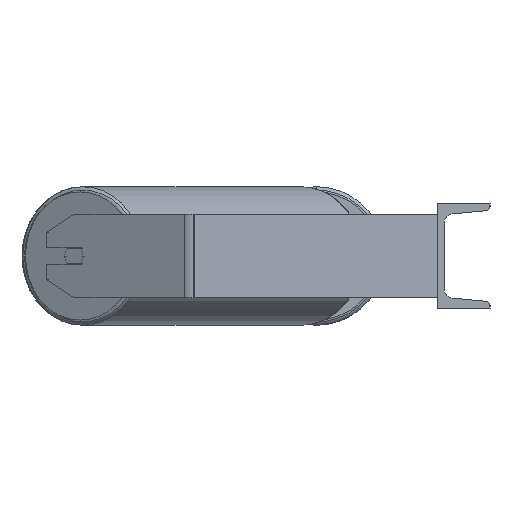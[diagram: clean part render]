
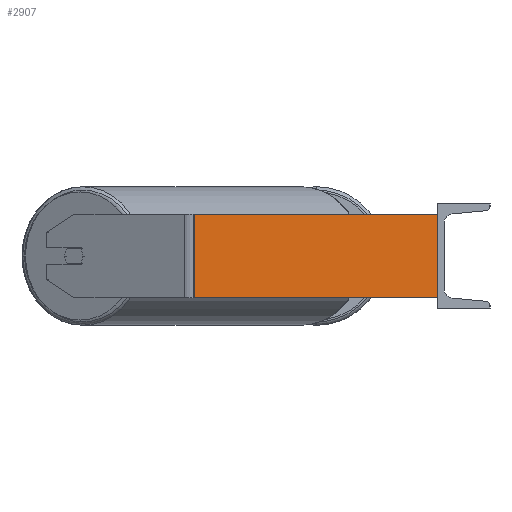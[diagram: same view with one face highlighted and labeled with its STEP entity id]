
A CAD part, left-side view. The second image highlights one B-rep face of the part: STEP entity #2907.
In plain terms, the highlighted planar face has unit normal (-0.996, -0.087, 0).
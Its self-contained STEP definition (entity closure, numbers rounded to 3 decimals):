
#499 = CARTESIAN_POINT ( 'NONE',  ( -705.882, 238.677, 40. ) ) ;
#739 = CARTESIAN_POINT ( 'NONE',  ( -705.442, 233.652, 40. ) ) ;
#938 = LINE ( 'NONE', #8679, #8158 ) ;
#1260 = DIRECTION ( 'NONE',  ( 0.087, -0.996, 0. ) ) ;
#1618 = EDGE_CURVE ( 'NONE', #7399, #6912, #938, .T. ) ;
#1917 = DIRECTION ( 'NONE',  ( -0.087, 0.996, 0. ) ) ;
#2082 = AXIS2_PLACEMENT_3D ( 'NONE', #499, #3307, #1917 ) ;
#2335 = ORIENTED_EDGE ( 'NONE', *, *, #2616, .T. ) ;
#2350 = DIRECTION ( 'NONE',  ( 0.087, -0.996, 0. ) ) ;
#2387 = VECTOR ( 'NONE', #2725, 1000. ) ;
#2616 = EDGE_CURVE ( 'NONE', #3243, #7399, #5484, .T. ) ;
#2725 = DIRECTION ( 'NONE',  ( 0., 0., -1. ) ) ;
#2907 = ADVANCED_FACE ( 'NONE', ( #5323 ), #3391, .F. ) ;
#3026 = ORIENTED_EDGE ( 'NONE', *, *, #5446, .F. ) ;
#3243 = VERTEX_POINT ( 'NONE', #3483 ) ;
#3307 = DIRECTION ( 'NONE',  ( 0.996, 0.087, 0. ) ) ;
#3391 = PLANE ( 'NONE',  #2082 ) ;
#3483 = CARTESIAN_POINT ( 'NONE',  ( -705.442, 233.652, 40. ) ) ;
#3704 = EDGE_CURVE ( 'NONE', #3243, #4730, #7519, .T. ) ;
#4730 = VERTEX_POINT ( 'NONE', #5901 ) ;
#4955 = CARTESIAN_POINT ( 'NONE',  ( -685., 0., -40. ) ) ;
#5307 = DIRECTION ( 'NONE',  ( 0., 0., -1. ) ) ;
#5323 = FACE_OUTER_BOUND ( 'NONE', #7014, .T. ) ;
#5355 = VECTOR ( 'NONE', #1260, 1000. ) ;
#5446 = EDGE_CURVE ( 'NONE', #4730, #6912, #5687, .T. ) ;
#5484 = LINE ( 'NONE', #739, #2387 ) ;
#5687 = LINE ( 'NONE', #8828, #7233 ) ;
#5901 = CARTESIAN_POINT ( 'NONE',  ( -685., 0., 40. ) ) ;
#6020 = ORIENTED_EDGE ( 'NONE', *, *, #3704, .F. ) ;
#6912 = VERTEX_POINT ( 'NONE', #4955 ) ;
#7014 = EDGE_LOOP ( 'NONE', ( #7427, #3026, #6020, #2335 ) ) ;
#7130 = CARTESIAN_POINT ( 'NONE',  ( -705.442, 233.652, -40. ) ) ;
#7233 = VECTOR ( 'NONE', #5307, 1000. ) ;
#7399 = VERTEX_POINT ( 'NONE', #7130 ) ;
#7427 = ORIENTED_EDGE ( 'NONE', *, *, #1618, .T. ) ;
#7519 = LINE ( 'NONE', #7576, #5355 ) ;
#7576 = CARTESIAN_POINT ( 'NONE',  ( -705.882, 238.677, 40. ) ) ;
#8158 = VECTOR ( 'NONE', #2350, 1000. ) ;
#8679 = CARTESIAN_POINT ( 'NONE',  ( -705.882, 238.677, -40. ) ) ;
#8828 = CARTESIAN_POINT ( 'NONE',  ( -685., 0., 40. ) ) ;
